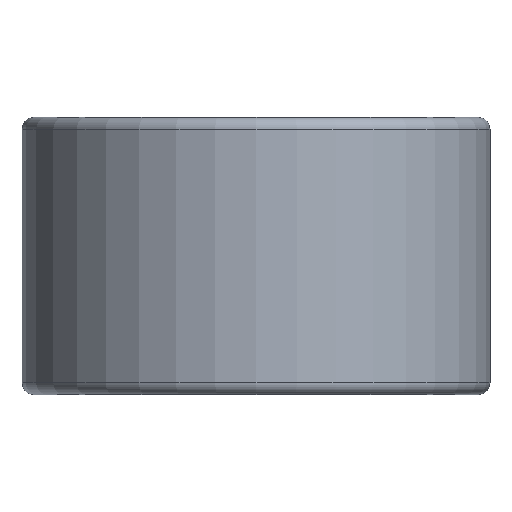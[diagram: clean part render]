
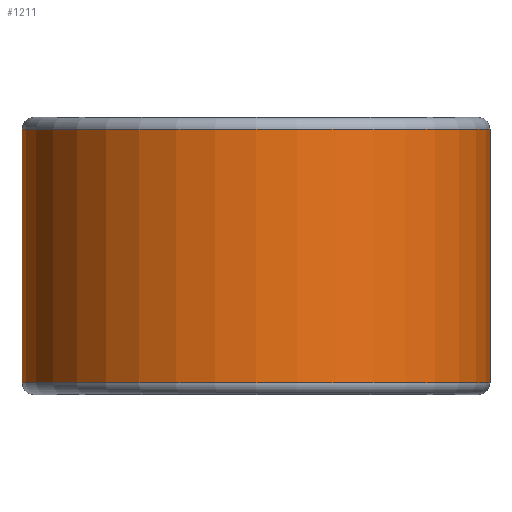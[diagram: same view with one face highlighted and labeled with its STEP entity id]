
A CAD part, front view. The second image highlights one B-rep face of the part: STEP entity #1211.
In plain terms, the highlighted cylindrical face has radius 14.681 mm (diameter 29.362 mm), a partial arc.
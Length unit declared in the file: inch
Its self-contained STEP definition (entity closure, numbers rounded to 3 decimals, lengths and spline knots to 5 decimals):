
#60 = LINE ( 'NONE', #2579, #531 ) ;
#143 = DIRECTION ( 'NONE',  ( 0., 0., 1. ) ) ;
#241 = EDGE_CURVE ( 'NONE', #1184, #1338, #60, .T. ) ;
#463 = CARTESIAN_POINT ( 'NONE',  ( 0.5, -1.468, -0.3125 ) ) ;
#470 = FACE_OUTER_BOUND ( 'NONE', #1007, .T. ) ;
#531 = VECTOR ( 'NONE', #1124, 39.37008 ) ;
#660 = DIRECTION ( 'NONE',  ( 1., 0., 0. ) ) ;
#699 = CARTESIAN_POINT ( 'NONE',  ( -0.078, -1.468, -0.3125 ) ) ;
#736 = CARTESIAN_POINT ( 'NONE',  ( 0.5, -1.468, 0.3125 ) ) ;
#740 = CARTESIAN_POINT ( 'NONE',  ( 1.078, -1.468, 0. ) ) ;
#768 = CYLINDRICAL_SURFACE ( 'NONE', #993, 0.578 ) ;
#957 = DIRECTION ( 'NONE',  ( 1., 0., 0. ) ) ;
#993 = AXIS2_PLACEMENT_3D ( 'NONE', #1398, #143, #1200 ) ;
#1007 = EDGE_LOOP ( 'NONE', ( #1773, #1152, #1721, #2235 ) ) ;
#1124 = DIRECTION ( 'NONE',  ( 0., 0., -1. ) ) ;
#1136 = EDGE_CURVE ( 'NONE', #1184, #1179, #2484, .T. ) ;
#1146 = VERTEX_POINT ( 'NONE', #1992 ) ;
#1152 = ORIENTED_EDGE ( 'NONE', *, *, #2448, .T. ) ;
#1179 = VERTEX_POINT ( 'NONE', #2003 ) ;
#1184 = VERTEX_POINT ( 'NONE', #2423 ) ;
#1200 = DIRECTION ( 'NONE',  ( 1., 0., 0. ) ) ;
#1211 = ADVANCED_FACE ( 'NONE', ( #470 ), #768, .T. ) ;
#1235 = EDGE_CURVE ( 'NONE', #1338, #1146, #1668, .T. ) ;
#1314 = VECTOR ( 'NONE', #2210, 39.37008 ) ;
#1338 = VERTEX_POINT ( 'NONE', #699 ) ;
#1398 = CARTESIAN_POINT ( 'NONE',  ( 0.5, -1.468, 0. ) ) ;
#1547 = AXIS2_PLACEMENT_3D ( 'NONE', #463, #1929, #660 ) ;
#1668 = CIRCLE ( 'NONE', #1547, 0.578 ) ;
#1721 = ORIENTED_EDGE ( 'NONE', *, *, #1136, .F. ) ;
#1773 = ORIENTED_EDGE ( 'NONE', *, *, #1235, .T. ) ;
#1886 = AXIS2_PLACEMENT_3D ( 'NONE', #736, #2206, #957 ) ;
#1929 = DIRECTION ( 'NONE',  ( 0., 0., 1. ) ) ;
#1992 = CARTESIAN_POINT ( 'NONE',  ( 1.078, -1.468, -0.3125 ) ) ;
#2003 = CARTESIAN_POINT ( 'NONE',  ( 1.078, -1.468, 0.3125 ) ) ;
#2206 = DIRECTION ( 'NONE',  ( 0., 0., 1. ) ) ;
#2210 = DIRECTION ( 'NONE',  ( 0., 0., 1. ) ) ;
#2235 = ORIENTED_EDGE ( 'NONE', *, *, #241, .T. ) ;
#2423 = CARTESIAN_POINT ( 'NONE',  ( -0.078, -1.468, 0.3125 ) ) ;
#2427 = LINE ( 'NONE', #740, #1314 ) ;
#2448 = EDGE_CURVE ( 'NONE', #1146, #1179, #2427, .T. ) ;
#2484 = CIRCLE ( 'NONE', #1886, 0.578 ) ;
#2579 = CARTESIAN_POINT ( 'NONE',  ( -0.078, -1.468, 0.3125 ) ) ;
